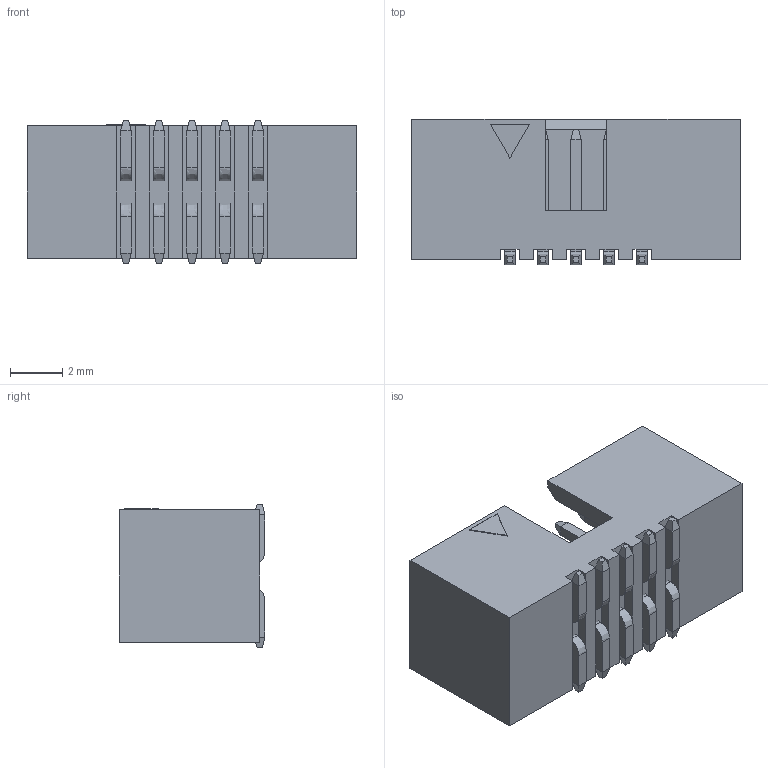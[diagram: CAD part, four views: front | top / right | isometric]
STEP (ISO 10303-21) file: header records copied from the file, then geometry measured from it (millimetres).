
FILE_DESCRIPTION(('FreeCAD Model'),'2;1');
FILE_NAME('Conn_ARM_JTAG_SWD_10.step','2020-10-13T19:00:13',('Author'),(''), 'Open CASCADE STEP processor 7.3','FreeCAD','Unknown');
FILE_SCHEMA(('AUTOMOTIVE_DESIGN { 1 0 10303 214 1 1 1 1 }'));
Length unit declared in the file: millimetre
Products named in the file (2): _220_10_0300; _220_10_0300001
Bounding box: 12.65 x 5.6 x 5.5 mm (x, y, z)
Surface area: 534.9 mm2 (no closed solid volume)
Topology: 0 solids, 223 shells, 223 faces, 1032 edges, 1032 vertices
Faces by surface type: bspline 223
Entity records: 12313 total; most frequent: CARTESIAN_POINT 4829, ORIENTED_EDGE 1032, EDGE_CURVE 1032, VERTEX_POINT 1032, B_SPLINE_CURVE_WITH_KNOTS 1032, FACE_BOUND 224, EDGE_LOOP 224, SHELL_BASED_SURFACE_MODEL 223
